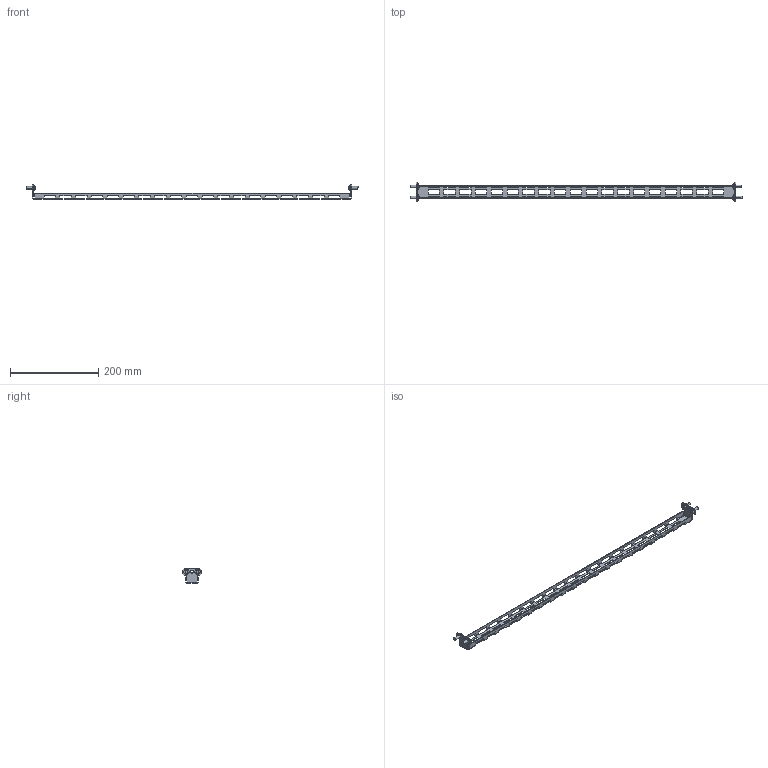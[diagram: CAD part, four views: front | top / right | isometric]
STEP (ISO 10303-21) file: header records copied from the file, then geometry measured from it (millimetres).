
FILE_DESCRIPTION (( 'STEP AP214' ), '1' );
FILE_NAME ('ACR800 Ðåéêà êðåïëåíèÿ êàáåëåé_èçâ0043_08.19.STEP', '2020-11-05T10:57:49', ( '' ), ( '' ), 'SwSTEP 2.0', 'SolidWorks 2019', '' );
FILE_SCHEMA (( 'AUTOMOTIVE_DESIGN' ));
Length unit declared in the file: millimetre
Products named in the file (3): AVT001.00.11.08 Ðåéêà êðåïëåíèÿ êàáåëåé_00; Âèíò ñàìîíàðåçàþùèé Ì6 DIN 7516À_6å16; ACR800 Ðåéêà êðåïëåíèÿ êàáåëåé_èçâ0043_08.19
Assembly tree (5 placements, depth 2):
  ACR800 Ðåéêà êðåïëåíèÿ êàáåëåé_èçâ0043_08.19
    AVT001.00.11.08 Ðåéêà êðåïëåíèÿ êàáåëåé_00
    Âèíò ñàìîíàðåçàþùèé Ì6 DIN 7516À_6å16  x4
Bounding box: 752 x 44 x 33 mm (x, y, z)
Volume: 40695.5 mm3; surface area: 61377.5 mm2
Topology: 5 solids, 5 shells, 610 faces, 1680 edges, 1008 vertices
Faces by surface type: plane 490, cylinder 112, sphere 8
Entity records: 17268 total; most frequent: ORIENTED_EDGE 3036, CARTESIAN_POINT 2973, DIRECTION 2846, EDGE_CURVE 1518, VECTOR 1300, LINE 1300, VERTEX_POINT 900, AXIS2_PLACEMENT_3D 773
